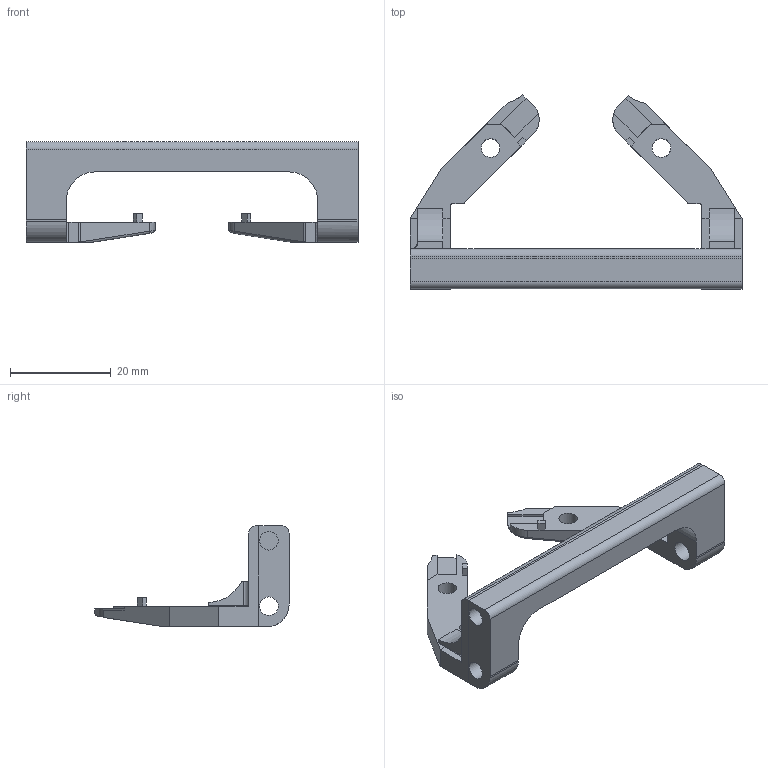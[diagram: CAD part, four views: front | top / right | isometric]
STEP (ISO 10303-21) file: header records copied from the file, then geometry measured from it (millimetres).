
FILE_DESCRIPTION(('FreeCAD Model'),'2;1');
FILE_NAME('Open CASCADE Shape Model','2023-01-31T19:11:35',('Author'),( ''),'Open CASCADE STEP processor 7.5','FreeCAD','Unknown');
FILE_SCHEMA(('AUTOMOTIVE_DESIGN { 1 0 10303 214 1 1 1 1 }'));
Length unit declared in the file: millimetre
Products named in the file (1): holder
Bounding box: 66 x 38.58 x 20 mm (x, y, z)
Volume: 6517.2 mm3; surface area: 4734 mm2
Topology: 1 solids, 1 shells, 112 faces, 305 edges, 195 vertices
Faces by surface type: plane 77, cylinder 30, bspline 4, torus 1
Full cylindrical faces by diameter (mm): 3.7 x4, 4 x2
Entity records: 8332 total; most frequent: CARTESIAN_POINT 2247, DIRECTION 1123, LINE 765, VECTOR 765, ORIENTED_EDGE 610, PCURVE 610, DEFINITIONAL_REPRESENTATION 610, EDGE_CURVE 305
